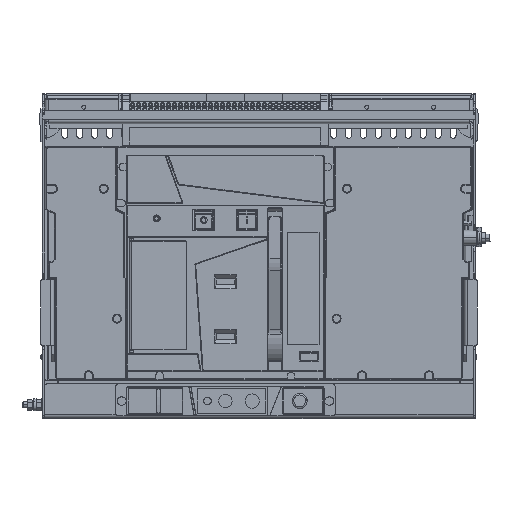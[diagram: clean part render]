
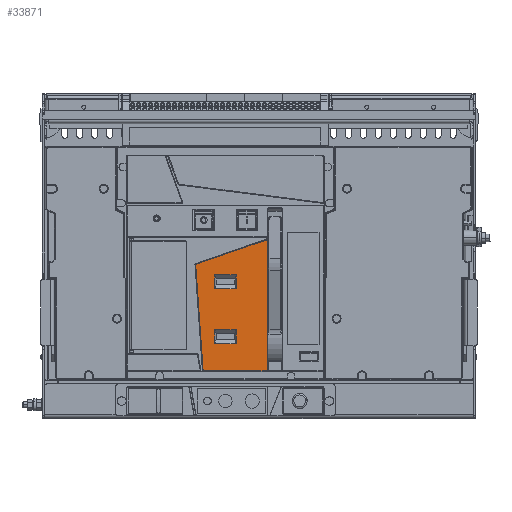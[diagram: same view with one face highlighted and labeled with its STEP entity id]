
A CAD part, top view. The second image highlights one B-rep face of the part: STEP entity #33871.
In plain terms, the highlighted face is planar.
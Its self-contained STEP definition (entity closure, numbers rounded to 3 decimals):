
#2184 = VERTEX_POINT ( 'NONE', #46608 ) ;
#2249 = EDGE_CURVE ( 'NONE', #121678, #145441, #95388, .T. ) ;
#6403 = EDGE_CURVE ( 'NONE', #134763, #29511, #124804, .T. ) ;
#6667 = VECTOR ( 'NONE', #69529, 1000. ) ;
#13419 = ORIENTED_EDGE ( 'NONE', *, *, #57206, .T. ) ;
#14791 = DIRECTION ( 'NONE',  ( -1., 0., 0. ) ) ;
#18400 = LINE ( 'NONE', #119848, #30239 ) ;
#18771 = VECTOR ( 'NONE', #76693, 1000. ) ;
#21409 = EDGE_CURVE ( 'NONE', #134616, #121678, #18400, .T. ) ;
#25231 = CARTESIAN_POINT ( 'NONE',  ( 283.5, 70.9, -9. ) ) ;
#25548 = CARTESIAN_POINT ( 'NONE',  ( 433.869, 60.23, -9. ) ) ;
#26434 = CARTESIAN_POINT ( 'NONE',  ( 213.1, 136.556, -9. ) ) ;
#29511 = VERTEX_POINT ( 'NONE', #60665 ) ;
#30239 = VECTOR ( 'NONE', #130208, 1000. ) ;
#30284 = VECTOR ( 'NONE', #125890, 1000. ) ;
#31530 = LINE ( 'NONE', #32984, #18771 ) ;
#31977 = ORIENTED_EDGE ( 'NONE', *, *, #2249, .T. ) ;
#32668 = DIRECTION ( 'NONE',  ( 0., 1., 0. ) ) ;
#32984 = CARTESIAN_POINT ( 'NONE',  ( 219.1, -39., -9. ) ) ;
#33871 = ADVANCED_FACE ( 'NONE', ( #114063, #92549, #137751 ), #70322, .F. ) ;
#37722 = DIRECTION ( 'NONE',  ( 0., 0., 1. ) ) ;
#39894 = DIRECTION ( 'NONE',  ( 1., 0., 0. ) ) ;
#41412 = ORIENTED_EDGE ( 'NONE', *, *, #47027, .T. ) ;
#42298 = LINE ( 'NONE', #124461, #118522 ) ;
#42895 = EDGE_CURVE ( 'NONE', #58123, #134763, #112887, .T. ) ;
#43251 = ORIENTED_EDGE ( 'NONE', *, *, #6403, .T. ) ;
#45747 = EDGE_LOOP ( 'NONE', ( #41412, #92824, #98744, #75698 ) ) ;
#46302 = CARTESIAN_POINT ( 'NONE',  ( 283.5, 89.5, -9. ) ) ;
#46608 = CARTESIAN_POINT ( 'NONE',  ( 283.5, -2.5, -9. ) ) ;
#46686 = EDGE_CURVE ( 'NONE', #122178, #134616, #105084, .T. ) ;
#47027 = EDGE_CURVE ( 'NONE', #115971, #133805, #87972, .T. ) ;
#49140 = CARTESIAN_POINT ( 'NONE',  ( 298.763, -39., -9. ) ) ;
#50933 = EDGE_LOOP ( 'NONE', ( #52745, #31977, #74062, #102159 ) ) ;
#52745 = ORIENTED_EDGE ( 'NONE', *, *, #21409, .T. ) ;
#55181 = CARTESIAN_POINT ( 'NONE',  ( 254.5, -2.5, -9. ) ) ;
#56015 = ORIENTED_EDGE ( 'NONE', *, *, #42895, .T. ) ;
#57206 = EDGE_CURVE ( 'NONE', #88206, #58123, #31530, .T. ) ;
#57346 = DIRECTION ( 'NONE',  ( -0.07, -0.998, 0. ) ) ;
#58123 = VERTEX_POINT ( 'NONE', #123722 ) ;
#60665 = CARTESIAN_POINT ( 'NONE',  ( 308.727, 103.495, -9. ) ) ;
#61162 = VECTOR ( 'NONE', #90723, 1000. ) ;
#61619 = EDGE_CURVE ( 'NONE', #135601, #115971, #80696, .T. ) ;
#64583 = EDGE_CURVE ( 'NONE', #29511, #88206, #79540, .T. ) ;
#65241 = VECTOR ( 'NONE', #14791, 1000. ) ;
#69529 = DIRECTION ( 'NONE',  ( 0., 1., 0. ) ) ;
#70322 = PLANE ( 'NONE',  #117191 ) ;
#74062 = ORIENTED_EDGE ( 'NONE', *, *, #75436, .T. ) ;
#75436 = EDGE_CURVE ( 'NONE', #145441, #122178, #42298, .T. ) ;
#75698 = ORIENTED_EDGE ( 'NONE', *, *, #61619, .T. ) ;
#76666 = DIRECTION ( 'NONE',  ( 0., 1., 0. ) ) ;
#76693 = DIRECTION ( 'NONE',  ( -1., 0., 0. ) ) ;
#79540 = LINE ( 'NONE', #123298, #103958 ) ;
#80547 = CARTESIAN_POINT ( 'NONE',  ( 254.5, 70.9, -9. ) ) ;
#80696 = LINE ( 'NONE', #127317, #30284 ) ;
#81414 = CARTESIAN_POINT ( 'NONE',  ( 394.1, 89.5, -9. ) ) ;
#82106 = DIRECTION ( 'NONE',  ( 1., 0., 0. ) ) ;
#86227 = EDGE_CURVE ( 'NONE', #2184, #135601, #138395, .T. ) ;
#87972 = LINE ( 'NONE', #102023, #103186 ) ;
#88206 = VERTEX_POINT ( 'NONE', #49140 ) ;
#90723 = DIRECTION ( 'NONE',  ( 0.945, -0.327, 0. ) ) ;
#92549 = FACE_BOUND ( 'NONE', #50933, .T. ) ;
#92824 = ORIENTED_EDGE ( 'NONE', *, *, #141120, .T. ) ;
#95388 = LINE ( 'NONE', #140581, #115591 ) ;
#98744 = ORIENTED_EDGE ( 'NONE', *, *, #86227, .T. ) ;
#99818 = DIRECTION ( 'NONE',  ( 0., -1., 0. ) ) ;
#102023 = CARTESIAN_POINT ( 'NONE',  ( 254.5, -52., -9. ) ) ;
#102159 = ORIENTED_EDGE ( 'NONE', *, *, #46686, .T. ) ;
#103186 = VECTOR ( 'NONE', #99818, 1000. ) ;
#103586 = CARTESIAN_POINT ( 'NONE',  ( 283.5, -52., -9. ) ) ;
#103958 = VECTOR ( 'NONE', #57346, 1000. ) ;
#105084 = LINE ( 'NONE', #81414, #65241 ) ;
#110101 = DIRECTION ( 'NONE',  ( 1., 0., 0. ) ) ;
#112887 = LINE ( 'NONE', #132188, #140216 ) ;
#114063 = FACE_OUTER_BOUND ( 'NONE', #133701, .T. ) ;
#115508 = CARTESIAN_POINT ( 'NONE',  ( 394.1, -52., -9. ) ) ;
#115591 = VECTOR ( 'NONE', #82106, 1000. ) ;
#115971 = VERTEX_POINT ( 'NONE', #127853 ) ;
#116416 = CARTESIAN_POINT ( 'NONE',  ( 283.5, 16.1, -9. ) ) ;
#117191 = AXIS2_PLACEMENT_3D ( 'NONE', #115508, #37722, #39894 ) ;
#118522 = VECTOR ( 'NONE', #32668, 1000. ) ;
#119302 = ORIENTED_EDGE ( 'NONE', *, *, #64583, .T. ) ;
#119848 = CARTESIAN_POINT ( 'NONE',  ( 254.5, -52., -9. ) ) ;
#121678 = VERTEX_POINT ( 'NONE', #80547 ) ;
#122178 = VERTEX_POINT ( 'NONE', #46302 ) ;
#123298 = CARTESIAN_POINT ( 'NONE',  ( 298.361, -44.746, -9. ) ) ;
#123722 = CARTESIAN_POINT ( 'NONE',  ( 213.1, -39., -9. ) ) ;
#124461 = CARTESIAN_POINT ( 'NONE',  ( 283.5, -52., -9. ) ) ;
#124804 = LINE ( 'NONE', #25548, #61162 ) ;
#125890 = DIRECTION ( 'NONE',  ( -1., 0., 0. ) ) ;
#127317 = CARTESIAN_POINT ( 'NONE',  ( 394.1, 16.1, -9. ) ) ;
#127853 = CARTESIAN_POINT ( 'NONE',  ( 254.5, 16.1, -9. ) ) ;
#130208 = DIRECTION ( 'NONE',  ( 0., -1., 0. ) ) ;
#130522 = VECTOR ( 'NONE', #110101, 1000. ) ;
#132188 = CARTESIAN_POINT ( 'NONE',  ( 213.1, -52., -9. ) ) ;
#133065 = LINE ( 'NONE', #134526, #130522 ) ;
#133345 = CARTESIAN_POINT ( 'NONE',  ( 254.5, 89.5, -9. ) ) ;
#133701 = EDGE_LOOP ( 'NONE', ( #13419, #56015, #43251, #119302 ) ) ;
#133805 = VERTEX_POINT ( 'NONE', #55181 ) ;
#134526 = CARTESIAN_POINT ( 'NONE',  ( 394.1, -2.5, -9. ) ) ;
#134616 = VERTEX_POINT ( 'NONE', #133345 ) ;
#134763 = VERTEX_POINT ( 'NONE', #26434 ) ;
#135601 = VERTEX_POINT ( 'NONE', #116416 ) ;
#137751 = FACE_BOUND ( 'NONE', #45747, .T. ) ;
#138395 = LINE ( 'NONE', #103586, #6667 ) ;
#140216 = VECTOR ( 'NONE', #76666, 1000. ) ;
#140581 = CARTESIAN_POINT ( 'NONE',  ( 394.1, 70.9, -9. ) ) ;
#141120 = EDGE_CURVE ( 'NONE', #133805, #2184, #133065, .T. ) ;
#145441 = VERTEX_POINT ( 'NONE', #25231 ) ;
